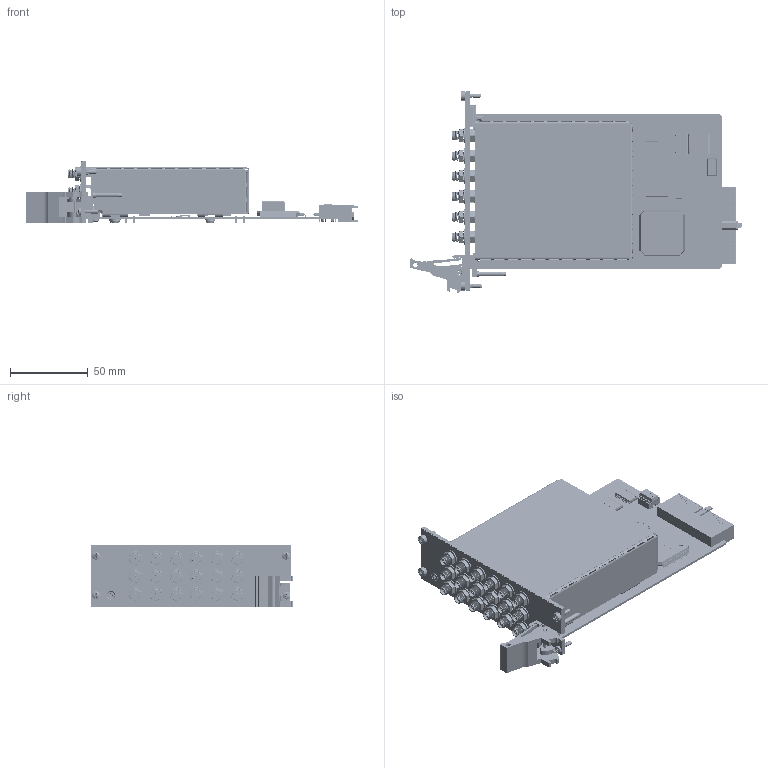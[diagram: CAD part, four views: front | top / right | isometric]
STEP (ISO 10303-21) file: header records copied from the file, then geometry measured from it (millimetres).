
FILE_DESCRIPTION (( 'STEP AP214' ), '1' );
FILE_NAME ('40-778-521 Dual 8CH RF MUX 50 Ohm SMA.STEP', '2013-09-09T08:35:58', ( 'admin' ), ( '' ), 'SwSTEP 2.0', 'SolidWorks 2012', '' );
FILE_SCHEMA (( 'AUTOMOTIVE_DESIGN' ));
Length unit declared in the file: millimetre
Products named in the file (1): 40-778-521 Dual 8CH RF MUX 50 Ohm SMA
Bounding box: 214.01 x 129.87 x 40.15 mm (x, y, z)
Surface area: 118367.4 mm2 (no closed solid volume)
Topology: 0 solids, 518 shells, 4057 faces, 15434 edges, 11615 vertices
Faces by surface type: plane 2615, cylinder 664, bspline 534, cone 207, torus 31, sphere 6
Full cylindrical faces by diameter (mm): 0.278 x1, 0.5 x1, 0.6 x110, 0.747 x43, 0.8 x18, 0.899 x14, 1.496 x1, 1.6 x72, 2 x7, 2.05 x1, 2.497 x1, 2.5 x5, 2.6 x1, 2.7 x1, 2.8 x1, 3 x3, 3.2 x1, 3.3 x1, 4.55 x18, 4.7 x3, 5 x4, 5.3 x21, 5.9 x1, 6 x3, 6.8 x4, 10.1 x18, 10.5 x5
Entity records: 556894 total; most frequent: CARTESIAN_POINT 395026, DIRECTION 21463, ORIENTED_EDGE 20937, EDGE_CURVE 14879, VERTEX_POINT 11478, LINE 9069, VECTOR 9069, AXIS2_PLACEMENT_3D 6197
